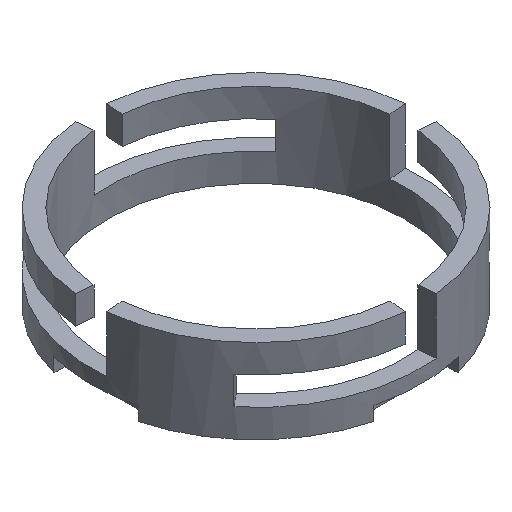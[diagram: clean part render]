
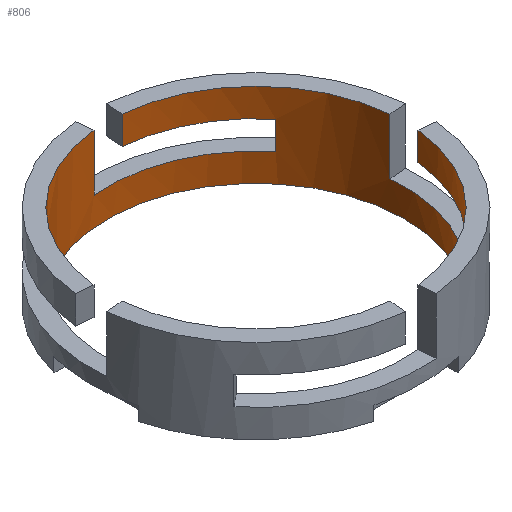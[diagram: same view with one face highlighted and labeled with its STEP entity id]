
A CAD part, isometric view. The second image highlights one B-rep face of the part: STEP entity #806.
In plain terms, the highlighted cylindrical face has radius 33.655 mm (diameter 67.31 mm), a full revolution.
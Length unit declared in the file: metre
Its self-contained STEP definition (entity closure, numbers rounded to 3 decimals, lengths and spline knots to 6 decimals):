
#12=CYLINDRICAL_SURFACE('',#871,0.033655);
#17=CIRCLE('',#863,0.033655);
#20=CIRCLE('',#867,0.033655);
#21=CIRCLE('',#869,0.033655);
#23=CIRCLE('',#872,0.033655);
#24=CIRCLE('',#873,0.033655);
#25=CIRCLE('',#874,0.033655);
#26=CIRCLE('',#875,0.033655);
#27=CIRCLE('',#876,0.033655);
#28=CIRCLE('',#877,0.033655);
#29=CIRCLE('',#878,0.033655);
#30=CIRCLE('',#879,0.033655);
#31=CIRCLE('',#880,0.033655);
#32=CIRCLE('',#881,0.033655);
#71=ORIENTED_EDGE('',*,*,#313,.T.);
#72=ORIENTED_EDGE('',*,*,#314,.F.);
#73=ORIENTED_EDGE('',*,*,#315,.T.);
#74=ORIENTED_EDGE('',*,*,#316,.T.);
#75=ORIENTED_EDGE('',*,*,#317,.F.);
#76=ORIENTED_EDGE('',*,*,#318,.T.);
#77=ORIENTED_EDGE('',*,*,#310,.T.);
#78=ORIENTED_EDGE('',*,*,#319,.F.);
#79=ORIENTED_EDGE('',*,*,#320,.T.);
#80=ORIENTED_EDGE('',*,*,#321,.T.);
#81=ORIENTED_EDGE('',*,*,#322,.F.);
#82=ORIENTED_EDGE('',*,*,#323,.T.);
#83=ORIENTED_EDGE('',*,*,#302,.T.);
#84=ORIENTED_EDGE('',*,*,#324,.F.);
#85=ORIENTED_EDGE('',*,*,#325,.T.);
#86=ORIENTED_EDGE('',*,*,#326,.T.);
#87=ORIENTED_EDGE('',*,*,#327,.F.);
#88=ORIENTED_EDGE('',*,*,#328,.T.);
#89=ORIENTED_EDGE('',*,*,#308,.T.);
#90=ORIENTED_EDGE('',*,*,#329,.F.);
#91=ORIENTED_EDGE('',*,*,#330,.T.);
#92=ORIENTED_EDGE('',*,*,#331,.T.);
#93=ORIENTED_EDGE('',*,*,#332,.F.);
#94=ORIENTED_EDGE('',*,*,#333,.T.);
#95=ORIENTED_EDGE('',*,*,#334,.F.);
#302=EDGE_CURVE('',#424,#422,#17,.T.);
#308=EDGE_CURVE('',#427,#429,#20,.T.);
#310=EDGE_CURVE('',#432,#430,#21,.T.);
#313=EDGE_CURVE('',#434,#435,#23,.T.);
#314=EDGE_CURVE('',#436,#435,#506,.T.);
#315=EDGE_CURVE('',#436,#437,#24,.T.);
#316=EDGE_CURVE('',#437,#438,#507,.T.);
#317=EDGE_CURVE('',#439,#438,#25,.T.);
#318=EDGE_CURVE('',#439,#432,#508,.T.);
#319=EDGE_CURVE('',#440,#430,#509,.T.);
#320=EDGE_CURVE('',#440,#441,#26,.T.);
#321=EDGE_CURVE('',#441,#442,#510,.T.);
#322=EDGE_CURVE('',#443,#442,#27,.T.);
#323=EDGE_CURVE('',#443,#424,#511,.T.);
#324=EDGE_CURVE('',#444,#422,#512,.T.);
#325=EDGE_CURVE('',#444,#445,#28,.T.);
#326=EDGE_CURVE('',#445,#446,#513,.T.);
#327=EDGE_CURVE('',#447,#446,#29,.T.);
#328=EDGE_CURVE('',#447,#427,#514,.T.);
#329=EDGE_CURVE('',#448,#429,#515,.T.);
#330=EDGE_CURVE('',#448,#449,#30,.T.);
#331=EDGE_CURVE('',#449,#450,#516,.T.);
#332=EDGE_CURVE('',#451,#450,#31,.T.);
#333=EDGE_CURVE('',#451,#434,#517,.T.);
#334=EDGE_CURVE('',#452,#452,#32,.T.);
#422=VERTEX_POINT('',#1204);
#424=VERTEX_POINT('',#1207);
#427=VERTEX_POINT('',#1214);
#429=VERTEX_POINT('',#1218);
#430=VERTEX_POINT('',#1222);
#432=VERTEX_POINT('',#1225);
#434=VERTEX_POINT('',#1231);
#435=VERTEX_POINT('',#1232);
#436=VERTEX_POINT('',#1234);
#437=VERTEX_POINT('',#1236);
#438=VERTEX_POINT('',#1238);
#439=VERTEX_POINT('',#1240);
#440=VERTEX_POINT('',#1243);
#441=VERTEX_POINT('',#1245);
#442=VERTEX_POINT('',#1247);
#443=VERTEX_POINT('',#1249);
#444=VERTEX_POINT('',#1252);
#445=VERTEX_POINT('',#1254);
#446=VERTEX_POINT('',#1256);
#447=VERTEX_POINT('',#1258);
#448=VERTEX_POINT('',#1261);
#449=VERTEX_POINT('',#1263);
#450=VERTEX_POINT('',#1265);
#451=VERTEX_POINT('',#1267);
#452=VERTEX_POINT('',#1270);
#506=LINE('',#1233,#594);
#507=LINE('',#1237,#595);
#508=LINE('',#1241,#596);
#509=LINE('',#1242,#597);
#510=LINE('',#1246,#598);
#511=LINE('',#1250,#599);
#512=LINE('',#1251,#600);
#513=LINE('',#1255,#601);
#514=LINE('',#1259,#602);
#515=LINE('',#1260,#603);
#516=LINE('',#1264,#604);
#517=LINE('',#1268,#605);
#594=VECTOR('',#983,1.);
#595=VECTOR('',#986,1.);
#596=VECTOR('',#989,1.);
#597=VECTOR('',#990,1.);
#598=VECTOR('',#993,1.);
#599=VECTOR('',#996,1.);
#600=VECTOR('',#997,1.);
#601=VECTOR('',#1000,1.);
#602=VECTOR('',#1003,1.);
#603=VECTOR('',#1004,1.);
#604=VECTOR('',#1007,1.);
#605=VECTOR('',#1010,1.);
#673=EDGE_LOOP('',(#71,#72,#73,#74,#75,#76,#77,#78,#79,#80,#81,#82,#83,
#84,#85,#86,#87,#88,#89,#90,#91,#92,#93,#94));
#674=EDGE_LOOP('',(#95));
#719=FACE_BOUND('',#673,.T.);
#720=FACE_BOUND('',#674,.T.);
#806=ADVANCED_FACE('',(#719,#720),#12,.F.);
#863=AXIS2_PLACEMENT_3D('',#1206,#958,#959);
#867=AXIS2_PLACEMENT_3D('',#1219,#969,#970);
#869=AXIS2_PLACEMENT_3D('',#1224,#974,#975);
#871=AXIS2_PLACEMENT_3D('',#1229,#979,#980);
#872=AXIS2_PLACEMENT_3D('',#1230,#981,#982);
#873=AXIS2_PLACEMENT_3D('',#1235,#984,#985);
#874=AXIS2_PLACEMENT_3D('',#1239,#987,#988);
#875=AXIS2_PLACEMENT_3D('',#1244,#991,#992);
#876=AXIS2_PLACEMENT_3D('',#1248,#994,#995);
#877=AXIS2_PLACEMENT_3D('',#1253,#998,#999);
#878=AXIS2_PLACEMENT_3D('',#1257,#1001,#1002);
#879=AXIS2_PLACEMENT_3D('',#1262,#1005,#1006);
#880=AXIS2_PLACEMENT_3D('',#1266,#1008,#1009);
#881=AXIS2_PLACEMENT_3D('',#1269,#1011,#1012);
#958=DIRECTION('',(0.,0.,1.));
#959=DIRECTION('',(1.,0.,0.));
#969=DIRECTION('',(0.,0.,1.));
#970=DIRECTION('',(1.,0.,0.));
#974=DIRECTION('',(0.,0.,1.));
#975=DIRECTION('',(1.,0.,0.));
#979=DIRECTION('',(0.,0.,-1.));
#980=DIRECTION('',(-1.,0.,0.));
#981=DIRECTION('',(0.,0.,1.));
#982=DIRECTION('',(1.,0.,0.));
#983=DIRECTION('',(0.,0.,-1.));
#984=DIRECTION('',(0.,0.,1.));
#985=DIRECTION('',(1.,0.,0.));
#986=DIRECTION('',(0.,0.,-1.));
#987=DIRECTION('',(0.,0.,1.));
#988=DIRECTION('',(1.,0.,0.));
#989=DIRECTION('',(0.,0.,-1.));
#990=DIRECTION('',(0.,0.,-1.));
#991=DIRECTION('',(0.,0.,1.));
#992=DIRECTION('',(1.,0.,0.));
#993=DIRECTION('',(0.,0.,-1.));
#994=DIRECTION('',(0.,0.,1.));
#995=DIRECTION('',(1.,0.,0.));
#996=DIRECTION('',(0.,0.,-1.));
#997=DIRECTION('',(0.,0.,-1.));
#998=DIRECTION('',(0.,0.,1.));
#999=DIRECTION('',(1.,0.,0.));
#1000=DIRECTION('',(0.,0.,-1.));
#1001=DIRECTION('',(0.,0.,1.));
#1002=DIRECTION('',(1.,0.,0.));
#1003=DIRECTION('',(0.,0.,-1.));
#1004=DIRECTION('',(0.,0.,-1.));
#1005=DIRECTION('',(0.,0.,1.));
#1006=DIRECTION('',(1.,0.,0.));
#1007=DIRECTION('',(0.,0.,-1.));
#1008=DIRECTION('',(0.,0.,1.));
#1009=DIRECTION('',(1.,0.,0.));
#1010=DIRECTION('',(0.,0.,-1.));
#1011=DIRECTION('',(0.,0.,1.));
#1012=DIRECTION('',(1.,0.,0.));
#1204=CARTESIAN_POINT('',(-0.003171,0.033505,0.75565));
#1206=CARTESIAN_POINT('',(0.,0.,0.75565));
#1207=CARTESIAN_POINT('',(0.025934,0.021449,0.75565));
#1214=CARTESIAN_POINT('',(-0.021449,0.025934,0.75565));
#1218=CARTESIAN_POINT('',(-0.033505,-0.003171,0.75565));
#1219=CARTESIAN_POINT('',(0.,0.,0.75565));
#1222=CARTESIAN_POINT('',(0.033505,0.003171,0.75565));
#1224=CARTESIAN_POINT('',(0.,0.,0.75565));
#1225=CARTESIAN_POINT('',(0.021449,-0.025934,0.75565));
#1229=CARTESIAN_POINT('',(0.,0.,0.75565));
#1230=CARTESIAN_POINT('',(0.,0.,0.75565));
#1231=CARTESIAN_POINT('',(-0.025934,-0.021449,0.75565));
#1232=CARTESIAN_POINT('',(0.003171,-0.033505,0.75565));
#1233=CARTESIAN_POINT('',(0.003171,-0.033505,0.762));
#1234=CARTESIAN_POINT('',(0.003171,-0.033505,0.76835));
#1235=CARTESIAN_POINT('',(0.,0.,0.76835));
#1236=CARTESIAN_POINT('',(0.033505,-0.003171,0.76835));
#1237=CARTESIAN_POINT('',(0.033505,-0.003171,0.76835));
#1238=CARTESIAN_POINT('',(0.033505,-0.003171,0.762));
#1239=CARTESIAN_POINT('',(0.,0.,0.762));
#1240=CARTESIAN_POINT('',(0.021449,-0.025934,0.762));
#1241=CARTESIAN_POINT('',(0.021449,-0.025934,0.762));
#1242=CARTESIAN_POINT('',(0.033505,0.003171,0.762));
#1243=CARTESIAN_POINT('',(0.033505,0.003171,0.76835));
#1244=CARTESIAN_POINT('',(0.,0.,0.76835));
#1245=CARTESIAN_POINT('',(0.003171,0.033505,0.76835));
#1246=CARTESIAN_POINT('',(0.003171,0.033505,0.76835));
#1247=CARTESIAN_POINT('',(0.003171,0.033505,0.762));
#1248=CARTESIAN_POINT('',(0.,0.,0.762));
#1249=CARTESIAN_POINT('',(0.025934,0.021449,0.762));
#1250=CARTESIAN_POINT('',(0.025934,0.021449,0.762));
#1251=CARTESIAN_POINT('',(-0.003171,0.033505,0.762));
#1252=CARTESIAN_POINT('',(-0.003171,0.033505,0.76835));
#1253=CARTESIAN_POINT('',(0.,0.,0.76835));
#1254=CARTESIAN_POINT('',(-0.033505,0.003171,0.76835));
#1255=CARTESIAN_POINT('',(-0.033505,0.003171,0.76835));
#1256=CARTESIAN_POINT('',(-0.033505,0.003171,0.762));
#1257=CARTESIAN_POINT('',(0.,0.,0.762));
#1258=CARTESIAN_POINT('',(-0.021449,0.025934,0.762));
#1259=CARTESIAN_POINT('',(-0.021449,0.025934,0.762));
#1260=CARTESIAN_POINT('',(-0.033505,-0.003171,0.762));
#1261=CARTESIAN_POINT('',(-0.033505,-0.003171,0.76835));
#1262=CARTESIAN_POINT('',(0.,0.,0.76835));
#1263=CARTESIAN_POINT('',(-0.003171,-0.033505,0.76835));
#1264=CARTESIAN_POINT('',(-0.003171,-0.033505,0.76835));
#1265=CARTESIAN_POINT('',(-0.003171,-0.033505,0.762));
#1266=CARTESIAN_POINT('',(0.,0.,0.762));
#1267=CARTESIAN_POINT('',(-0.025934,-0.021449,0.762));
#1268=CARTESIAN_POINT('',(-0.025934,-0.021449,0.762));
#1269=CARTESIAN_POINT('',(0.,0.,0.7493));
#1270=CARTESIAN_POINT('',(0.033655,0.,0.7493));
